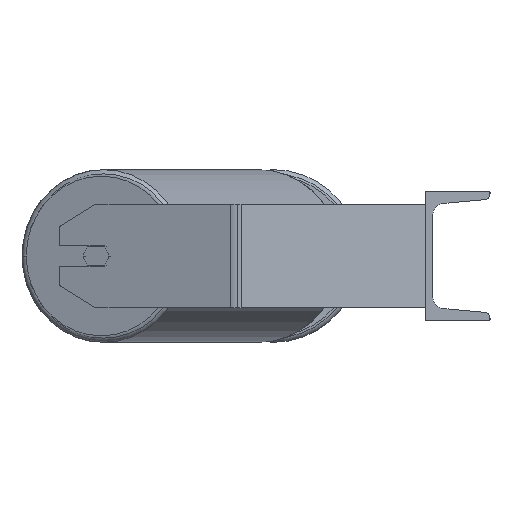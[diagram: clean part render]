
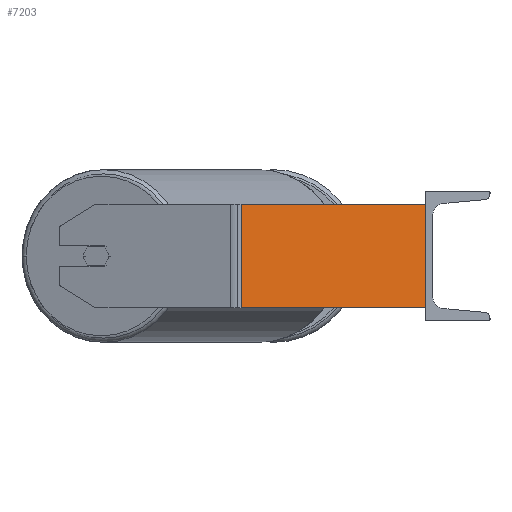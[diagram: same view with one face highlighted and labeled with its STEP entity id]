
A CAD part, left-side view. The second image highlights one B-rep face of the part: STEP entity #7203.
In plain terms, the highlighted planar face has unit normal (-0.985, -0.174, 0).
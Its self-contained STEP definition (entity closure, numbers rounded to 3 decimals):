
#535 = ORIENTED_EDGE ( 'NONE', *, *, #832, .T. ) ;
#832 = EDGE_CURVE ( 'NONE', #6103, #2645, #7642, .T. ) ;
#914 = VECTOR ( 'NONE', #4594, 1000. ) ;
#1046 = DIRECTION ( 'NONE',  ( -0.174, 0.985, 0. ) ) ;
#1195 = CARTESIAN_POINT ( 'NONE',  ( -609.993, 141.745, -40. ) ) ;
#1231 = DIRECTION ( 'NONE',  ( 0., 0., -1. ) ) ;
#1642 = VECTOR ( 'NONE', #1231, 1000. ) ;
#2645 = VERTEX_POINT ( 'NONE', #6967 ) ;
#2759 = EDGE_LOOP ( 'NONE', ( #535, #8476, #5840, #6817 ) ) ;
#2864 = VERTEX_POINT ( 'NONE', #3897 ) ;
#3811 = PLANE ( 'NONE',  #5037 ) ;
#3897 = CARTESIAN_POINT ( 'NONE',  ( -609.993, 141.745, 40. ) ) ;
#4115 = CARTESIAN_POINT ( 'NONE',  ( -610.738, 145.967, -40. ) ) ;
#4490 = FACE_OUTER_BOUND ( 'NONE', #2759, .T. ) ;
#4594 = DIRECTION ( 'NONE',  ( 0.174, -0.985, 0. ) ) ;
#4732 = LINE ( 'NONE', #7612, #914 ) ;
#4812 = VERTEX_POINT ( 'NONE', #8570 ) ;
#4832 = DIRECTION ( 'NONE',  ( 0., 0., -1. ) ) ;
#5037 = AXIS2_PLACEMENT_3D ( 'NONE', #7242, #6640, #1046 ) ;
#5301 = LINE ( 'NONE', #8858, #1642 ) ;
#5444 = CARTESIAN_POINT ( 'NONE',  ( -609.993, 141.745, 40. ) ) ;
#5840 = ORIENTED_EDGE ( 'NONE', *, *, #8375, .F. ) ;
#6103 = VERTEX_POINT ( 'NONE', #1195 ) ;
#6472 = EDGE_CURVE ( 'NONE', #4812, #2645, #5301, .T. ) ;
#6640 = DIRECTION ( 'NONE',  ( 0.985, 0.174, 0. ) ) ;
#6817 = ORIENTED_EDGE ( 'NONE', *, *, #7993, .T. ) ;
#6949 = DIRECTION ( 'NONE',  ( 0.174, -0.985, 0. ) ) ;
#6967 = CARTESIAN_POINT ( 'NONE',  ( -585., 0., -40. ) ) ;
#7203 = ADVANCED_FACE ( 'NONE', ( #4490 ), #3811, .F. ) ;
#7242 = CARTESIAN_POINT ( 'NONE',  ( -610.738, 145.967, 40. ) ) ;
#7249 = VECTOR ( 'NONE', #4832, 1000. ) ;
#7612 = CARTESIAN_POINT ( 'NONE',  ( -610.738, 145.967, 40. ) ) ;
#7642 = LINE ( 'NONE', #4115, #7921 ) ;
#7921 = VECTOR ( 'NONE', #6949, 1000. ) ;
#7993 = EDGE_CURVE ( 'NONE', #2864, #6103, #9056, .T. ) ;
#8375 = EDGE_CURVE ( 'NONE', #2864, #4812, #4732, .T. ) ;
#8476 = ORIENTED_EDGE ( 'NONE', *, *, #6472, .F. ) ;
#8570 = CARTESIAN_POINT ( 'NONE',  ( -585., 0., 40. ) ) ;
#8858 = CARTESIAN_POINT ( 'NONE',  ( -585., 0., 40. ) ) ;
#9056 = LINE ( 'NONE', #5444, #7249 ) ;
